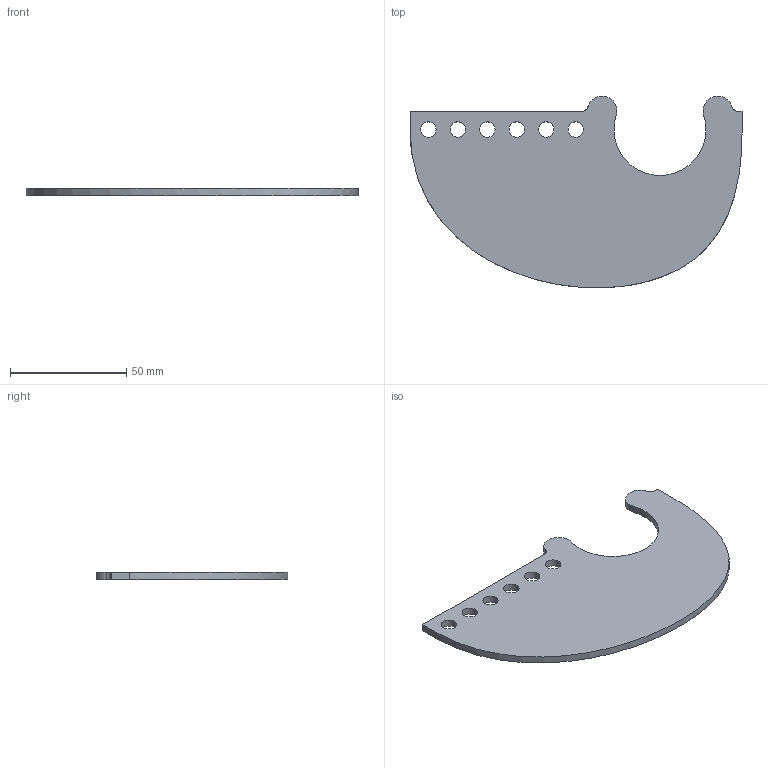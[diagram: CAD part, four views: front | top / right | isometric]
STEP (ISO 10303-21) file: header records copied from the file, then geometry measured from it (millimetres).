
FILE_DESCRIPTION (( 'STEP AP214' ), '1' );
FILE_NAME ('40MM-ANTENNA MOUNT_10-31-19.STEP', '2019-10-31T20:45:34', ( 'Larry' ), ( 'Hewlett-Packard Company' ), 'SwSTEP 2.0', 'SolidWorks 2019', '' );
FILE_SCHEMA (( 'AUTOMOTIVE_DESIGN' ));
Length unit declared in the file: inch
Products named in the file (1): 40MM-ANTENNA MOUNT_10-31-19
Bounding box: 143.07 x 82.63 x 3.17 mm (x, y, z)
Volume: 25637.2 mm3; surface area: 17931.2 mm2
Topology: 1 solids, 1 shells, 20 faces, 54 edges, 36 vertices
Faces by surface type: cylinder 13, plane 6, bspline 1
Full cylindrical faces by diameter (mm): 6.604 x6
Entity records: 688 total; most frequent: CARTESIAN_POINT 122, DIRECTION 112, ORIENTED_EDGE 96, EDGE_CURVE 48, AXIS2_PLACEMENT_3D 46, EDGE_LOOP 38, VERTEX_POINT 36, FACE_OUTER_BOUND 26
